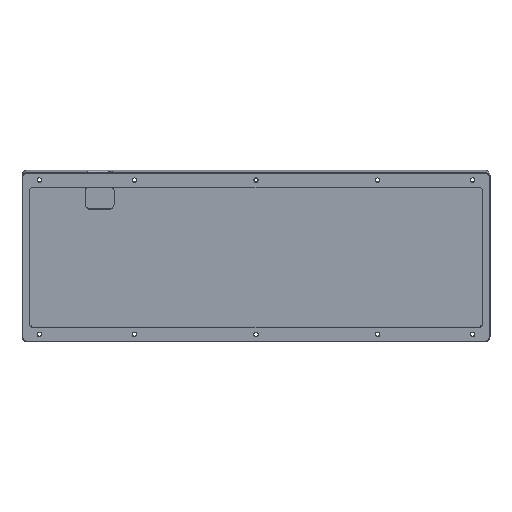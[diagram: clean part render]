
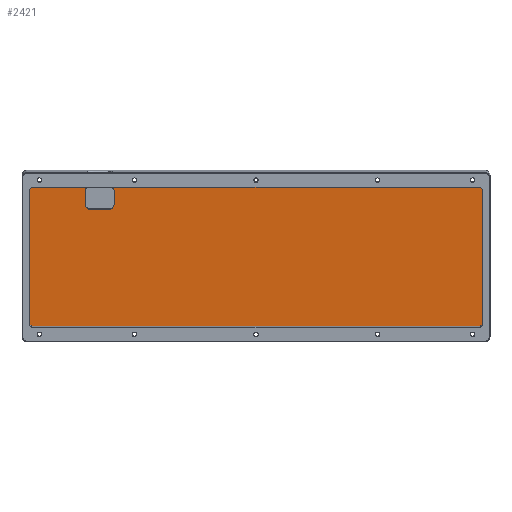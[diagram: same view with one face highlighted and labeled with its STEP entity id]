
A CAD part, top view. The second image highlights one B-rep face of the part: STEP entity #2421.
In plain terms, the highlighted planar face has unit normal (0, -0.096, 0.995).
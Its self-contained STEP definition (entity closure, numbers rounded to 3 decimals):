
#202=CIRCLE('',#2648,3.);
#204=CIRCLE('',#2652,3.);
#206=CIRCLE('',#2656,3.);
#208=CIRCLE('',#2660,3.);
#211=CIRCLE('',#2666,2.);
#212=CIRCLE('',#2667,2.);
#213=CIRCLE('',#2668,2.);
#214=CIRCLE('',#2669,2.);
#359=FACE_OUTER_BOUND('',#522,.T.);
#522=EDGE_LOOP('',(#2045,#2046,#2047,#2048,#2049,#2050,#2051,#2052,#2053,
#2054,#2055,#2056,#2057,#2058,#2059,#2060));
#721=LINE('',#3955,#939);
#725=LINE('',#3967,#943);
#729=LINE('',#3979,#947);
#734=LINE('',#3992,#952);
#738=LINE('',#3999,#956);
#741=LINE('',#4012,#959);
#742=LINE('',#4016,#960);
#743=LINE('',#4020,#961);
#939=VECTOR('',#3229,10.);
#943=VECTOR('',#3241,10.);
#947=VECTOR('',#3253,10.);
#952=VECTOR('',#3266,10.);
#956=VECTOR('',#3270,10.);
#959=VECTOR('',#3283,10.);
#960=VECTOR('',#3286,10.);
#961=VECTOR('',#3289,10.);
#1164=VERTEX_POINT('',#3948);
#1165=VERTEX_POINT('',#3950);
#1166=VERTEX_POINT('',#3954);
#1169=VERTEX_POINT('',#3962);
#1170=VERTEX_POINT('',#3966);
#1173=VERTEX_POINT('',#3974);
#1174=VERTEX_POINT('',#3978);
#1177=VERTEX_POINT('',#3986);
#1178=VERTEX_POINT('',#3991);
#1181=VERTEX_POINT('',#3997);
#1185=VERTEX_POINT('',#4009);
#1186=VERTEX_POINT('',#4011);
#1187=VERTEX_POINT('',#4013);
#1188=VERTEX_POINT('',#4015);
#1189=VERTEX_POINT('',#4017);
#1190=VERTEX_POINT('',#4019);
#1459=EDGE_CURVE('',#1164,#1165,#202,.T.);
#1461=EDGE_CURVE('',#1166,#1165,#721,.T.);
#1465=EDGE_CURVE('',#1166,#1169,#204,.T.);
#1467=EDGE_CURVE('',#1170,#1169,#725,.T.);
#1471=EDGE_CURVE('',#1170,#1173,#206,.T.);
#1473=EDGE_CURVE('',#1174,#1173,#729,.T.);
#1477=EDGE_CURVE('',#1174,#1177,#208,.T.);
#1480=EDGE_CURVE('',#1178,#1177,#734,.T.);
#1484=EDGE_CURVE('',#1164,#1181,#738,.T.);
#1489=EDGE_CURVE('',#1181,#1185,#211,.T.);
#1490=EDGE_CURVE('',#1185,#1186,#741,.T.);
#1491=EDGE_CURVE('',#1186,#1187,#212,.T.);
#1492=EDGE_CURVE('',#1187,#1188,#742,.T.);
#1493=EDGE_CURVE('',#1188,#1189,#213,.T.);
#1494=EDGE_CURVE('',#1189,#1190,#743,.T.);
#1495=EDGE_CURVE('',#1190,#1178,#214,.T.);
#2045=ORIENTED_EDGE('',*,*,#1473,.T.);
#2046=ORIENTED_EDGE('',*,*,#1471,.F.);
#2047=ORIENTED_EDGE('',*,*,#1467,.T.);
#2048=ORIENTED_EDGE('',*,*,#1465,.F.);
#2049=ORIENTED_EDGE('',*,*,#1461,.T.);
#2050=ORIENTED_EDGE('',*,*,#1459,.F.);
#2051=ORIENTED_EDGE('',*,*,#1484,.T.);
#2052=ORIENTED_EDGE('',*,*,#1489,.T.);
#2053=ORIENTED_EDGE('',*,*,#1490,.T.);
#2054=ORIENTED_EDGE('',*,*,#1491,.T.);
#2055=ORIENTED_EDGE('',*,*,#1492,.T.);
#2056=ORIENTED_EDGE('',*,*,#1493,.T.);
#2057=ORIENTED_EDGE('',*,*,#1494,.T.);
#2058=ORIENTED_EDGE('',*,*,#1495,.T.);
#2059=ORIENTED_EDGE('',*,*,#1480,.T.);
#2060=ORIENTED_EDGE('',*,*,#1477,.F.);
#2299=PLANE('',#2665);
#2421=ADVANCED_FACE('',(#359),#2299,.F.);
#2648=AXIS2_PLACEMENT_3D('',#3951,#3224,#3225);
#2652=AXIS2_PLACEMENT_3D('',#3963,#3236,#3237);
#2656=AXIS2_PLACEMENT_3D('',#3975,#3248,#3249);
#2660=AXIS2_PLACEMENT_3D('',#3987,#3260,#3261);
#2665=AXIS2_PLACEMENT_3D('',#4008,#3279,#3280);
#2666=AXIS2_PLACEMENT_3D('',#4010,#3281,#3282);
#2667=AXIS2_PLACEMENT_3D('',#4014,#3284,#3285);
#2668=AXIS2_PLACEMENT_3D('',#4018,#3287,#3288);
#2669=AXIS2_PLACEMENT_3D('',#4021,#3290,#3291);
#3224=DIRECTION('center_axis',(0.,-0.096,0.995));
#3225=DIRECTION('ref_axis',(-0.707,0.704,0.068));
#3229=DIRECTION('',(0.,0.995,0.096));
#3236=DIRECTION('center_axis',(0.,-0.096,0.995));
#3237=DIRECTION('ref_axis',(-0.707,-0.704,-0.068));
#3241=DIRECTION('',(-1.,0.,0.));
#3248=DIRECTION('center_axis',(0.,-0.096,0.995));
#3249=DIRECTION('ref_axis',(0.707,-0.704,-0.068));
#3253=DIRECTION('',(0.,-0.995,-0.096));
#3260=DIRECTION('center_axis',(0.,-0.096,0.995));
#3261=DIRECTION('ref_axis',(0.707,0.704,0.068));
#3266=DIRECTION('',(-1.,0.,0.));
#3270=DIRECTION('',(-1.,0.,0.));
#3279=DIRECTION('center_axis',(0.,0.096,-0.995));
#3280=DIRECTION('ref_axis',(-1.,0.,0.));
#3281=DIRECTION('center_axis',(0.,-0.096,0.995));
#3282=DIRECTION('ref_axis',(-0.707,0.704,0.068));
#3283=DIRECTION('',(0.,-0.995,-0.096));
#3284=DIRECTION('center_axis',(0.,-0.096,0.995));
#3285=DIRECTION('ref_axis',(-0.707,-0.704,-0.068));
#3286=DIRECTION('',(1.,0.,0.));
#3287=DIRECTION('center_axis',(0.,-0.096,0.995));
#3288=DIRECTION('ref_axis',(0.707,-0.704,-0.068));
#3289=DIRECTION('',(0.,0.995,0.096));
#3290=DIRECTION('center_axis',(0.,-0.096,0.995));
#3291=DIRECTION('ref_axis',(0.707,0.704,0.068));
#3948=CARTESIAN_POINT('',(49.96,-20.588,5.241));
#3950=CARTESIAN_POINT('',(46.96,-23.575,4.954));
#3951=CARTESIAN_POINT('Origin',(49.96,-23.575,4.954));
#3954=CARTESIAN_POINT('',(46.96,-30.364,4.3));
#3955=CARTESIAN_POINT('',(46.96,-46.193,2.776));
#3962=CARTESIAN_POINT('',(49.96,-33.351,4.012));
#3963=CARTESIAN_POINT('Origin',(49.96,-30.364,4.3));
#3966=CARTESIAN_POINT('',(59.91,-33.351,4.012));
#3967=CARTESIAN_POINT('',(101.783,-33.351,4.012));
#3974=CARTESIAN_POINT('',(62.91,-30.364,4.3));
#3975=CARTESIAN_POINT('Origin',(59.91,-30.364,4.3));
#3978=CARTESIAN_POINT('',(62.91,-23.575,4.954));
#3979=CARTESIAN_POINT('',(62.91,-39.812,3.39));
#3986=CARTESIAN_POINT('',(59.91,-20.588,5.241));
#3987=CARTESIAN_POINT('Origin',(59.91,-23.575,4.954));
#3991=CARTESIAN_POINT('',(263.005,-20.588,5.241));
#3992=CARTESIAN_POINT('',(202.83,-20.588,5.241));
#3997=CARTESIAN_POINT('',(18.305,-20.588,5.241));
#3999=CARTESIAN_POINT('',(202.83,-20.588,5.241));
#4008=CARTESIAN_POINT('Origin',(140.655,-59.036,1.539));
#4009=CARTESIAN_POINT('',(16.305,-22.579,5.049));
#4010=CARTESIAN_POINT('Origin',(18.305,-22.579,5.049));
#4011=CARTESIAN_POINT('',(16.305,-95.492,-1.971));
#4012=CARTESIAN_POINT('',(16.305,-39.812,3.39));
#4013=CARTESIAN_POINT('',(18.305,-97.483,-2.163));
#4014=CARTESIAN_POINT('Origin',(18.305,-95.492,-1.971));
#4015=CARTESIAN_POINT('',(263.005,-97.483,-2.163));
#4016=CARTESIAN_POINT('',(78.48,-97.483,-2.163));
#4017=CARTESIAN_POINT('',(265.005,-95.492,-1.971));
#4018=CARTESIAN_POINT('Origin',(263.005,-95.492,-1.971));
#4019=CARTESIAN_POINT('',(265.005,-22.579,5.049));
#4020=CARTESIAN_POINT('',(265.005,-78.259,-0.312));
#4021=CARTESIAN_POINT('Origin',(263.005,-22.579,5.049));
